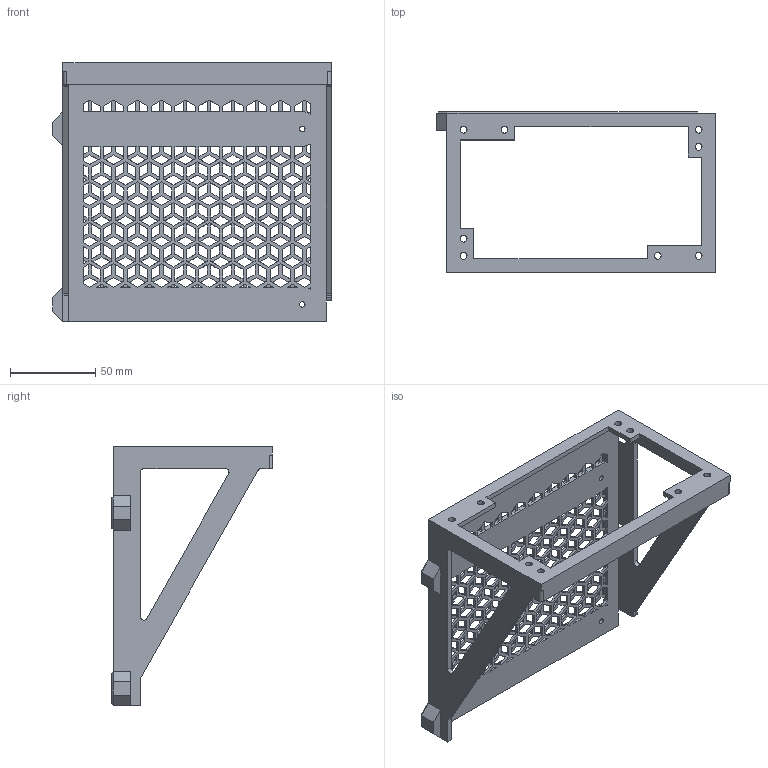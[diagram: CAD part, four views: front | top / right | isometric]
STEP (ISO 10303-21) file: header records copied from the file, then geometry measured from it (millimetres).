
FILE_DESCRIPTION(/* description */ (''),/* implementation_level */ '2;1');
FILE_NAME(/* name */ 'NR200 ATX PSU Mount +5mm Clearance.stp',/* time_stamp */ '2021-01-20T12:07:21-08:00',/* author */ ('user'),/* organization */ (''),/* preprocessor_version */ 'ST-DEVELOPER v18',/* originating_system */ 'Autodesk Inventor 2020',/* authorisation */ '');
FILE_SCHEMA (('AUTOMOTIVE_DESIGN { 1 0 10303 214 3 1 1 }'));
Length unit declared in the file: millimetre
Products named in the file (1): PSU Mount Revised
Bounding box: 163.5 x 94.5 x 152 mm (x, y, z)
Volume: 93877.3 mm3; surface area: 79827.9 mm2
Topology: 1 solids, 1 shells, 1258 faces, 4331 edges, 2723 vertices
Faces by surface type: plane 1228, cylinder 28, cone 2
Full cylindrical faces by diameter (mm): 3.2 x4, 4 x8
Entity records: 46321 total; most frequent: ORIENTED_EDGE 8662, CARTESIAN_POINT 8313, DIRECTION 6922, EDGE_CURVE 4331, LINE 4258, VECTOR 4258, VERTEX_POINT 2723, EDGE_LOOP 1444
